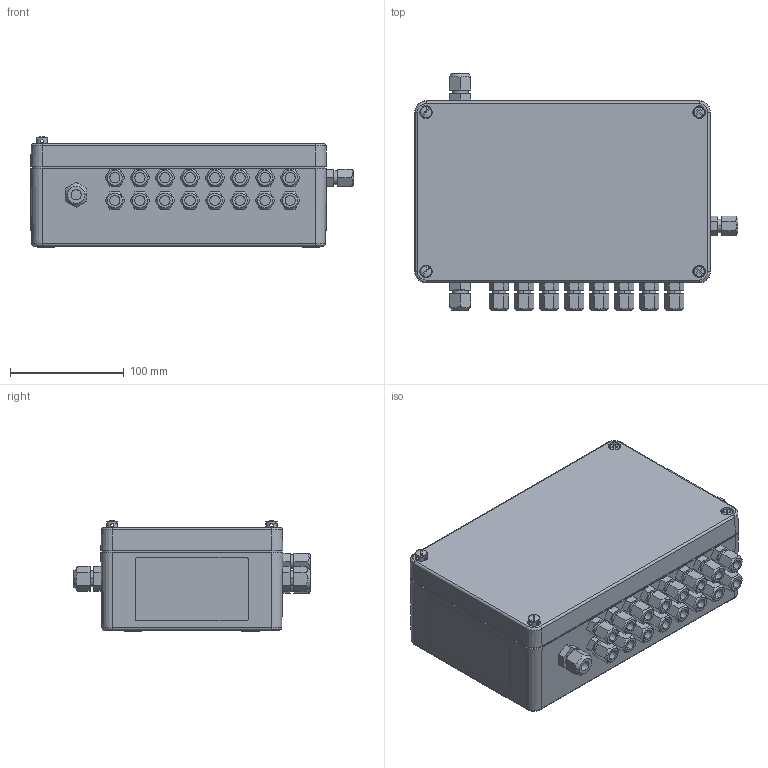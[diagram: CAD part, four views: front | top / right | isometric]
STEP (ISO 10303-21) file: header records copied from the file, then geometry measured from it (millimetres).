
FILE_DESCRIPTION (( 'STEP AP214' ), '1' );
FILE_NAME ('MLIF_351998.STEP', '2015-02-18T07:35:52', ( 'Admin1' ), ( '' ), 'SwSTEP 2.0', 'SolidWorks 2014', '' );
FILE_SCHEMA (( 'AUTOMOTIVE_DESIGN' ));
Length unit declared in the file: millimetre
Products named in the file (1): MLIF_351998
Bounding box: 284.41 x 207.8 x 96.99 mm (x, y, z)
Surface area: 220861.3 mm2 (no closed solid volume)
Topology: 0 solids, 46 shells, 550 faces, 1540 edges, 1034 vertices
Faces by surface type: plane 346, cylinder 116, cone 62, bspline 26
Entity records: 26668 total; most frequent: CARTESIAN_POINT 7015, DIRECTION 2668, ORIENTED_EDGE 2648, EDGE_CURVE 1540, VERTEX_POINT 1034, LINE 974, VECTOR 974, AXIS2_PLACEMENT_3D 847
